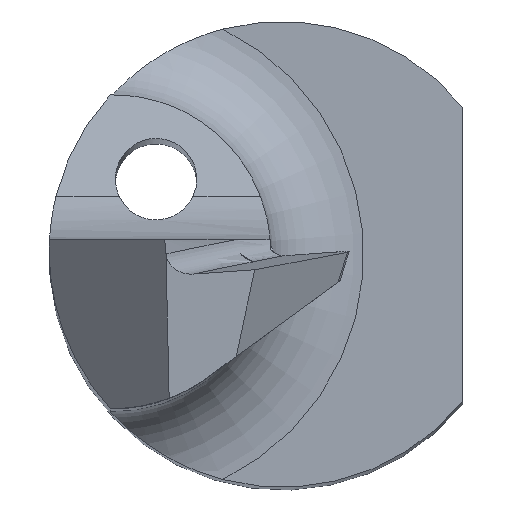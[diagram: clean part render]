
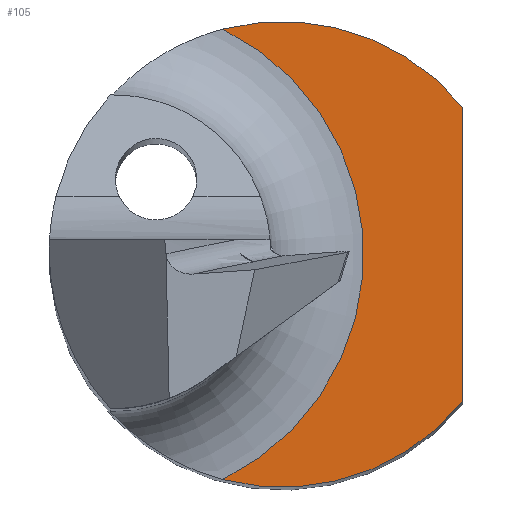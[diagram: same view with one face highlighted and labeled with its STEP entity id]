
A CAD part, top view. The second image highlights one B-rep face of the part: STEP entity #105.
In plain terms, the highlighted planar face has unit normal (0, 0, 1).
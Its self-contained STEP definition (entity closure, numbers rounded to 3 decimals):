
#9 = EDGE_CURVE ( 'NONE', #603, #900, #513, .T. ) ;
#15 = DIRECTION ( 'NONE',  ( 0., 0., 1. ) ) ;
#18 = EDGE_LOOP ( 'NONE', ( #674, #305, #522, #576 ) ) ;
#41 = CARTESIAN_POINT ( 'NONE',  ( -0.51, -1.934, 15. ) ) ;
#42 = CARTESIAN_POINT ( 'NONE',  ( 1.55, -1.264, 15. ) ) ;
#49 = DIRECTION ( 'NONE',  ( 1., 0., 0. ) ) ;
#80 = EDGE_CURVE ( 'NONE', #900, #396, #596, .T. ) ;
#105 = ADVANCED_FACE ( 'NONE', ( #339 ), #765, .T. ) ;
#119 = CARTESIAN_POINT ( 'NONE',  ( -0.51, 1.934, 15. ) ) ;
#141 = CARTESIAN_POINT ( 'NONE',  ( 1.55, 2., 15. ) ) ;
#193 = CIRCLE ( 'NONE', #719, 2. ) ;
#198 = CARTESIAN_POINT ( 'NONE',  ( 0., 0., 15. ) ) ;
#290 = LINE ( 'NONE', #141, #651 ) ;
#305 = ORIENTED_EDGE ( 'NONE', *, *, #9, .T. ) ;
#339 = FACE_OUTER_BOUND ( 'NONE', #18, .T. ) ;
#382 = VERTEX_POINT ( 'NONE', #446 ) ;
#384 = DIRECTION ( 'NONE',  ( 1., 0., 0. ) ) ;
#396 = VERTEX_POINT ( 'NONE', #42 ) ;
#439 = DIRECTION ( 'NONE',  ( 0., 0., -1. ) ) ;
#446 = CARTESIAN_POINT ( 'NONE',  ( 1.55, 1.264, 15. ) ) ;
#481 = AXIS2_PLACEMENT_3D ( 'NONE', #809, #439, #384 ) ;
#513 = CIRCLE ( 'NONE', #481, 2.15 ) ;
#522 = ORIENTED_EDGE ( 'NONE', *, *, #80, .T. ) ;
#576 = ORIENTED_EDGE ( 'NONE', *, *, #689, .F. ) ;
#578 = AXIS2_PLACEMENT_3D ( 'NONE', #618, #693, #49 ) ;
#584 = DIRECTION ( 'NONE',  ( 0., -1., 0. ) ) ;
#596 = CIRCLE ( 'NONE', #578, 2. ) ;
#603 = VERTEX_POINT ( 'NONE', #119 ) ;
#618 = CARTESIAN_POINT ( 'NONE',  ( 0., 0., 15. ) ) ;
#623 = DIRECTION ( 'NONE',  ( 0., 0., 1. ) ) ;
#651 = VECTOR ( 'NONE', #584, 1000. ) ;
#666 = AXIS2_PLACEMENT_3D ( 'NONE', #198, #623, #923 ) ;
#674 = ORIENTED_EDGE ( 'NONE', *, *, #710, .T. ) ;
#689 = EDGE_CURVE ( 'NONE', #382, #396, #290, .T. ) ;
#693 = DIRECTION ( 'NONE',  ( 0., 0., 1. ) ) ;
#710 = EDGE_CURVE ( 'NONE', #382, #603, #193, .T. ) ;
#719 = AXIS2_PLACEMENT_3D ( 'NONE', #807, #15, #744 ) ;
#744 = DIRECTION ( 'NONE',  ( 1., 0., 0. ) ) ;
#765 = PLANE ( 'NONE',  #666 ) ;
#807 = CARTESIAN_POINT ( 'NONE',  ( 0., 0., 15. ) ) ;
#809 = CARTESIAN_POINT ( 'NONE',  ( -1.45, 0., 15. ) ) ;
#900 = VERTEX_POINT ( 'NONE', #41 ) ;
#923 = DIRECTION ( 'NONE',  ( 1., 0., 0. ) ) ;
